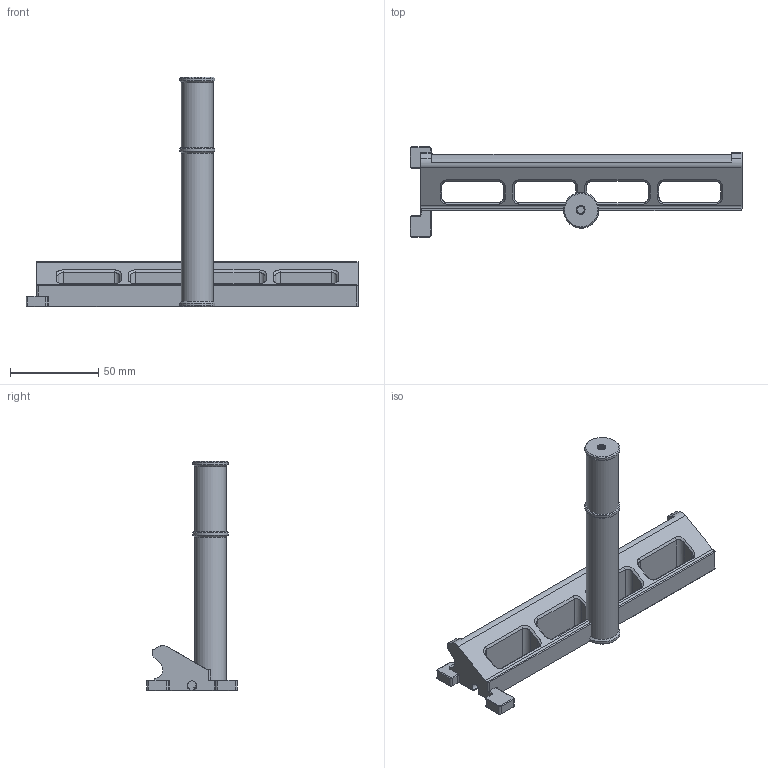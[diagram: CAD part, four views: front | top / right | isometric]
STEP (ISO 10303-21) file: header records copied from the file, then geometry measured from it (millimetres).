
FILE_DESCRIPTION(/* description */ (''),/* implementation_level */ '2;1');
FILE_NAME(/* name */ '2020 Spool Holder 608 Bearing.step',/* time_stamp */ '2023-04-21T21:47:51-05:00',/* author */ (''),/* organization */ (''),/* preprocessor_version */ 'ST-DEVELOPER v19.2',/* originating_system */ 'Autodesk Translation Framework v12.4.0.73',/* authorisation */ '');
FILE_SCHEMA (('AUTOMOTIVE_DESIGN { 1 0 10303 214 3 1 1 }'));
Length unit declared in the file: millimetre
Products named in the file (8): (Unsaved); Roller Support; Roller Support 130mm; Roller Tube; Roller Tube 90mm; Roller Tube 130mm; Washer; M5 Sleeve
Assembly tree (7 placements, depth 3):
  (Unsaved)
    Roller Support
      Roller Support 130mm
    Roller Tube
      Roller Tube 90mm
      Roller Tube 130mm
    Washer
    M5 Sleeve
Bounding box: 188 x 51 x 130 mm (x, y, z)
Volume: 108936.1 mm3; surface area: 39786.5 mm2
Topology: 5 solids, 5 shells, 388 faces, 989 edges, 614 vertices
Faces by surface type: cylinder 166, plane 125, cone 57, bspline 40
Full cylindrical faces by diameter (mm): 4.234 x32, 5.12 x8, 5.2 x2, 8 x1, 11.8 x2, 18 x2, 20 x4
Entity records: 19005 total; most frequent: CARTESIAN_POINT 10032, ORIENTED_EDGE 1978, DIRECTION 1590, EDGE_CURVE 989, VERTEX_POINT 614, AXIS2_PLACEMENT_3D 542, LINE 506, VECTOR 506
